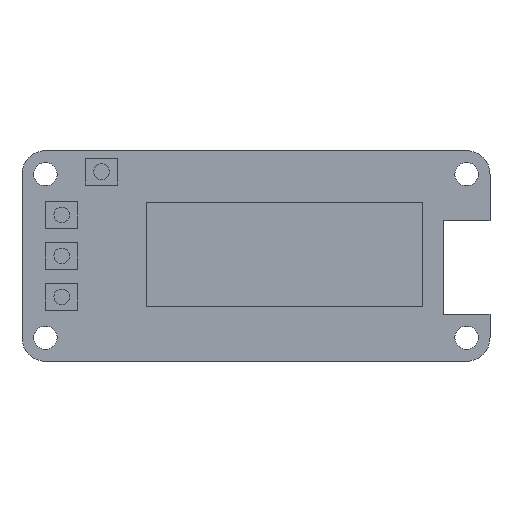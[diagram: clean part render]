
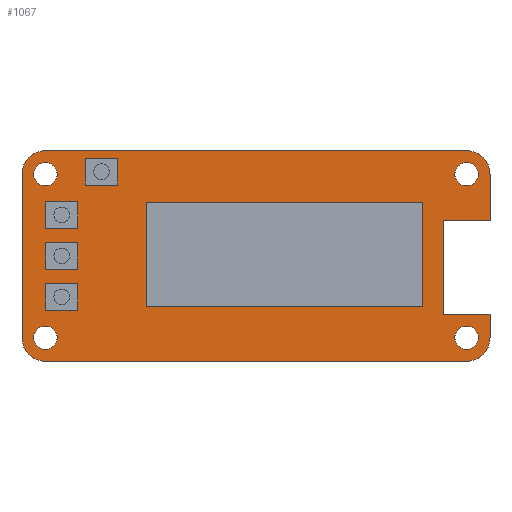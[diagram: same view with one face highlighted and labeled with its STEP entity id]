
A CAD part, top view. The second image highlights one B-rep face of the part: STEP entity #1067.
In plain terms, the highlighted planar face has unit normal (0, 0, 1).
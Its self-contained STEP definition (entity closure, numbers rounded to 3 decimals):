
#25=FACE_BOUND('',#188,.T.);
#26=FACE_BOUND('',#189,.T.);
#27=FACE_BOUND('',#190,.T.);
#28=FACE_BOUND('',#191,.T.);
#29=FACE_BOUND('',#192,.T.);
#30=FACE_BOUND('',#193,.T.);
#31=FACE_BOUND('',#194,.T.);
#32=FACE_BOUND('',#195,.T.);
#62=PLANE('',#1158);
#119=FACE_OUTER_BOUND('',#187,.T.);
#187=EDGE_LOOP('',(#849,#850,#851,#852,#853,#854,#855,#856,#857,#858,#859,
#860));
#188=EDGE_LOOP('',(#861,#862,#863,#864));
#189=EDGE_LOOP('',(#865,#866,#867,#868));
#190=EDGE_LOOP('',(#869,#870,#871,#872));
#191=EDGE_LOOP('',(#873,#874,#875,#876));
#192=EDGE_LOOP('',(#877));
#193=EDGE_LOOP('',(#878));
#194=EDGE_LOOP('',(#879));
#195=EDGE_LOOP('',(#880));
#237=LINE('',#1536,#357);
#241=LINE('',#1544,#361);
#244=LINE('',#1550,#364);
#247=LINE('',#1555,#367);
#249=LINE('',#1561,#369);
#253=LINE('',#1569,#373);
#256=LINE('',#1575,#376);
#259=LINE('',#1580,#379);
#261=LINE('',#1586,#381);
#265=LINE('',#1594,#385);
#268=LINE('',#1600,#388);
#271=LINE('',#1605,#391);
#273=LINE('',#1611,#393);
#277=LINE('',#1619,#397);
#280=LINE('',#1625,#400);
#283=LINE('',#1630,#403);
#287=LINE('',#1644,#407);
#290=LINE('',#1650,#410);
#291=LINE('',#1654,#411);
#292=LINE('',#1658,#412);
#293=LINE('',#1662,#413);
#294=LINE('',#1664,#414);
#295=LINE('',#1666,#415);
#296=LINE('',#1667,#416);
#357=VECTOR('',#1246,10.);
#361=VECTOR('',#1252,10.);
#364=VECTOR('',#1257,10.);
#367=VECTOR('',#1262,10.);
#369=VECTOR('',#1268,10.);
#373=VECTOR('',#1274,10.);
#376=VECTOR('',#1279,10.);
#379=VECTOR('',#1284,10.);
#381=VECTOR('',#1290,10.);
#385=VECTOR('',#1296,10.);
#388=VECTOR('',#1301,10.);
#391=VECTOR('',#1306,10.);
#393=VECTOR('',#1312,10.);
#397=VECTOR('',#1318,10.);
#400=VECTOR('',#1323,10.);
#403=VECTOR('',#1328,10.);
#407=VECTOR('',#1342,10.);
#410=VECTOR('',#1347,10.);
#411=VECTOR('',#1350,10.);
#412=VECTOR('',#1353,10.);
#413=VECTOR('',#1356,10.);
#414=VECTOR('',#1357,10.);
#415=VECTOR('',#1358,10.);
#416=VECTOR('',#1359,10.);
#482=CIRCLE('',#1156,2.54);
#483=CIRCLE('',#1159,2.54);
#484=CIRCLE('',#1160,2.54);
#485=CIRCLE('',#1161,2.54);
#486=CIRCLE('',#1162,1.27);
#487=CIRCLE('',#1163,1.27);
#488=CIRCLE('',#1164,1.27);
#489=CIRCLE('',#1165,1.27);
#505=VERTEX_POINT('',#1534);
#506=VERTEX_POINT('',#1535);
#509=VERTEX_POINT('',#1543);
#511=VERTEX_POINT('',#1549);
#513=VERTEX_POINT('',#1559);
#514=VERTEX_POINT('',#1560);
#517=VERTEX_POINT('',#1568);
#519=VERTEX_POINT('',#1574);
#521=VERTEX_POINT('',#1584);
#522=VERTEX_POINT('',#1585);
#525=VERTEX_POINT('',#1593);
#527=VERTEX_POINT('',#1599);
#529=VERTEX_POINT('',#1609);
#530=VERTEX_POINT('',#1610);
#533=VERTEX_POINT('',#1618);
#535=VERTEX_POINT('',#1624);
#539=VERTEX_POINT('',#1637);
#540=VERTEX_POINT('',#1639);
#541=VERTEX_POINT('',#1643);
#543=VERTEX_POINT('',#1649);
#544=VERTEX_POINT('',#1651);
#545=VERTEX_POINT('',#1653);
#546=VERTEX_POINT('',#1655);
#547=VERTEX_POINT('',#1657);
#548=VERTEX_POINT('',#1659);
#549=VERTEX_POINT('',#1661);
#550=VERTEX_POINT('',#1663);
#551=VERTEX_POINT('',#1665);
#552=VERTEX_POINT('',#1668);
#553=VERTEX_POINT('',#1670);
#554=VERTEX_POINT('',#1672);
#555=VERTEX_POINT('',#1674);
#605=EDGE_CURVE('',#505,#506,#237,.T.);
#609=EDGE_CURVE('',#506,#509,#241,.T.);
#612=EDGE_CURVE('',#509,#511,#244,.T.);
#615=EDGE_CURVE('',#511,#505,#247,.T.);
#617=EDGE_CURVE('',#513,#514,#249,.T.);
#621=EDGE_CURVE('',#514,#517,#253,.T.);
#624=EDGE_CURVE('',#517,#519,#256,.T.);
#627=EDGE_CURVE('',#519,#513,#259,.T.);
#629=EDGE_CURVE('',#521,#522,#261,.T.);
#633=EDGE_CURVE('',#522,#525,#265,.T.);
#636=EDGE_CURVE('',#525,#527,#268,.T.);
#639=EDGE_CURVE('',#527,#521,#271,.T.);
#641=EDGE_CURVE('',#529,#530,#273,.T.);
#645=EDGE_CURVE('',#530,#533,#277,.T.);
#648=EDGE_CURVE('',#533,#535,#280,.T.);
#651=EDGE_CURVE('',#535,#529,#283,.T.);
#655=EDGE_CURVE('',#539,#540,#482,.T.);
#657=EDGE_CURVE('',#541,#540,#287,.T.);
#660=EDGE_CURVE('',#539,#543,#290,.T.);
#661=EDGE_CURVE('',#544,#543,#483,.T.);
#662=EDGE_CURVE('',#544,#545,#291,.T.);
#663=EDGE_CURVE('',#546,#545,#484,.T.);
#664=EDGE_CURVE('',#546,#547,#292,.T.);
#665=EDGE_CURVE('',#548,#547,#485,.T.);
#666=EDGE_CURVE('',#548,#549,#293,.T.);
#667=EDGE_CURVE('',#549,#550,#294,.T.);
#668=EDGE_CURVE('',#550,#551,#295,.T.);
#669=EDGE_CURVE('',#551,#541,#296,.T.);
#670=EDGE_CURVE('',#552,#552,#486,.T.);
#671=EDGE_CURVE('',#553,#553,#487,.T.);
#672=EDGE_CURVE('',#554,#554,#488,.T.);
#673=EDGE_CURVE('',#555,#555,#489,.T.);
#849=ORIENTED_EDGE('',*,*,#655,.F.);
#850=ORIENTED_EDGE('',*,*,#660,.T.);
#851=ORIENTED_EDGE('',*,*,#661,.F.);
#852=ORIENTED_EDGE('',*,*,#662,.T.);
#853=ORIENTED_EDGE('',*,*,#663,.F.);
#854=ORIENTED_EDGE('',*,*,#664,.T.);
#855=ORIENTED_EDGE('',*,*,#665,.F.);
#856=ORIENTED_EDGE('',*,*,#666,.T.);
#857=ORIENTED_EDGE('',*,*,#667,.T.);
#858=ORIENTED_EDGE('',*,*,#668,.T.);
#859=ORIENTED_EDGE('',*,*,#669,.T.);
#860=ORIENTED_EDGE('',*,*,#657,.T.);
#861=ORIENTED_EDGE('',*,*,#605,.T.);
#862=ORIENTED_EDGE('',*,*,#609,.T.);
#863=ORIENTED_EDGE('',*,*,#612,.T.);
#864=ORIENTED_EDGE('',*,*,#615,.T.);
#865=ORIENTED_EDGE('',*,*,#617,.T.);
#866=ORIENTED_EDGE('',*,*,#621,.T.);
#867=ORIENTED_EDGE('',*,*,#624,.T.);
#868=ORIENTED_EDGE('',*,*,#627,.T.);
#869=ORIENTED_EDGE('',*,*,#629,.T.);
#870=ORIENTED_EDGE('',*,*,#633,.T.);
#871=ORIENTED_EDGE('',*,*,#636,.T.);
#872=ORIENTED_EDGE('',*,*,#639,.T.);
#873=ORIENTED_EDGE('',*,*,#641,.T.);
#874=ORIENTED_EDGE('',*,*,#645,.T.);
#875=ORIENTED_EDGE('',*,*,#648,.T.);
#876=ORIENTED_EDGE('',*,*,#651,.T.);
#877=ORIENTED_EDGE('',*,*,#670,.T.);
#878=ORIENTED_EDGE('',*,*,#671,.T.);
#879=ORIENTED_EDGE('',*,*,#672,.T.);
#880=ORIENTED_EDGE('',*,*,#673,.T.);
#1067=ADVANCED_FACE('',(#119,#25,#26,#27,#28,#29,#30,#31,#32),#62,.T.);
#1156=AXIS2_PLACEMENT_3D('',#1640,#1337,#1338);
#1158=AXIS2_PLACEMENT_3D('',#1648,#1345,#1346);
#1159=AXIS2_PLACEMENT_3D('',#1652,#1348,#1349);
#1160=AXIS2_PLACEMENT_3D('',#1656,#1351,#1352);
#1161=AXIS2_PLACEMENT_3D('',#1660,#1354,#1355);
#1162=AXIS2_PLACEMENT_3D('',#1669,#1360,#1361);
#1163=AXIS2_PLACEMENT_3D('',#1671,#1362,#1363);
#1164=AXIS2_PLACEMENT_3D('',#1673,#1364,#1365);
#1165=AXIS2_PLACEMENT_3D('',#1675,#1366,#1367);
#1246=DIRECTION('',(0.,-1.,0.));
#1252=DIRECTION('',(-1.,0.,0.));
#1257=DIRECTION('',(0.,1.,0.));
#1262=DIRECTION('',(1.,0.,0.));
#1268=DIRECTION('',(0.,-1.,0.));
#1274=DIRECTION('',(-1.,0.,0.));
#1279=DIRECTION('',(0.,1.,0.));
#1284=DIRECTION('',(1.,0.,0.));
#1290=DIRECTION('',(0.,-1.,0.));
#1296=DIRECTION('',(-1.,0.,0.));
#1301=DIRECTION('',(0.,1.,0.));
#1306=DIRECTION('',(1.,0.,0.));
#1312=DIRECTION('',(0.,-1.,0.));
#1318=DIRECTION('',(-1.,0.,0.));
#1323=DIRECTION('',(0.,1.,0.));
#1328=DIRECTION('',(1.,0.,0.));
#1337=DIRECTION('center_axis',(0.,0.,-1.));
#1338=DIRECTION('ref_axis',(0.707,0.707,0.));
#1342=DIRECTION('',(0.,1.,0.));
#1345=DIRECTION('center_axis',(0.,0.,1.));
#1346=DIRECTION('ref_axis',(1.,0.,0.));
#1347=DIRECTION('',(-1.,0.,0.));
#1348=DIRECTION('center_axis',(0.,0.,-1.));
#1349=DIRECTION('ref_axis',(-0.707,0.707,0.));
#1350=DIRECTION('',(0.,-1.,0.));
#1351=DIRECTION('center_axis',(0.,0.,-1.));
#1352=DIRECTION('ref_axis',(-0.707,-0.707,0.));
#1353=DIRECTION('',(1.,0.,0.));
#1354=DIRECTION('center_axis',(0.,0.,-1.));
#1355=DIRECTION('ref_axis',(0.707,-0.707,0.));
#1356=DIRECTION('',(0.,1.,0.));
#1357=DIRECTION('',(-1.,0.,0.));
#1358=DIRECTION('',(0.,1.,0.));
#1359=DIRECTION('',(1.,0.,0.));
#1360=DIRECTION('center_axis',(0.,0.,-1.));
#1361=DIRECTION('ref_axis',(1.,0.,0.));
#1362=DIRECTION('center_axis',(0.,0.,-1.));
#1363=DIRECTION('ref_axis',(1.,0.,0.));
#1364=DIRECTION('center_axis',(0.,0.,-1.));
#1365=DIRECTION('ref_axis',(1.,0.,0.));
#1366=DIRECTION('center_axis',(0.,0.,-1.));
#1367=DIRECTION('ref_axis',(1.,0.,0.));
#1534=CARTESIAN_POINT('',(10.386,22.024,0.));
#1535=CARTESIAN_POINT('',(10.386,19.124,0.));
#1536=CARTESIAN_POINT('',(10.386,15.277,0.));
#1543=CARTESIAN_POINT('',(6.886,19.124,0.));
#1544=CARTESIAN_POINT('',(16.143,19.124,0.));
#1549=CARTESIAN_POINT('',(6.886,22.024,0.));
#1550=CARTESIAN_POINT('',(6.886,16.727,0.));
#1555=CARTESIAN_POINT('',(17.893,22.024,0.));
#1559=CARTESIAN_POINT('',(6.068,17.325,0.));
#1560=CARTESIAN_POINT('',(6.068,14.425,0.));
#1561=CARTESIAN_POINT('',(6.068,12.928,0.));
#1568=CARTESIAN_POINT('',(2.568,14.425,0.));
#1569=CARTESIAN_POINT('',(13.984,14.425,0.));
#1574=CARTESIAN_POINT('',(2.568,17.325,0.));
#1575=CARTESIAN_POINT('',(2.568,14.378,0.));
#1580=CARTESIAN_POINT('',(15.734,17.325,0.));
#1584=CARTESIAN_POINT('',(6.068,8.435,0.));
#1585=CARTESIAN_POINT('',(6.068,5.535,0.));
#1586=CARTESIAN_POINT('',(6.068,8.483,0.));
#1593=CARTESIAN_POINT('',(2.568,5.535,0.));
#1594=CARTESIAN_POINT('',(13.984,5.535,0.));
#1599=CARTESIAN_POINT('',(2.568,8.435,0.));
#1600=CARTESIAN_POINT('',(2.568,9.933,0.));
#1605=CARTESIAN_POINT('',(15.734,8.435,0.));
#1609=CARTESIAN_POINT('',(6.068,12.88,0.));
#1610=CARTESIAN_POINT('',(6.068,9.98,0.));
#1611=CARTESIAN_POINT('',(6.068,10.705,0.));
#1618=CARTESIAN_POINT('',(2.568,9.98,0.));
#1619=CARTESIAN_POINT('',(13.984,9.98,0.));
#1624=CARTESIAN_POINT('',(2.568,12.88,0.));
#1625=CARTESIAN_POINT('',(2.568,12.155,0.));
#1630=CARTESIAN_POINT('',(15.734,12.88,0.));
#1637=CARTESIAN_POINT('',(48.26,22.86,0.));
#1639=CARTESIAN_POINT('',(50.8,20.32,0.));
#1640=CARTESIAN_POINT('Origin',(48.26,20.32,0.));
#1643=CARTESIAN_POINT('',(50.8,15.24,0.));
#1644=CARTESIAN_POINT('',(50.8,0.,0.));
#1648=CARTESIAN_POINT('Origin',(25.4,11.43,0.));
#1649=CARTESIAN_POINT('',(2.54,22.86,0.));
#1650=CARTESIAN_POINT('',(50.8,22.86,0.));
#1651=CARTESIAN_POINT('',(0.,20.32,0.));
#1652=CARTESIAN_POINT('Origin',(2.54,20.32,0.));
#1653=CARTESIAN_POINT('',(0.,2.54,0.));
#1654=CARTESIAN_POINT('',(0.,22.86,0.));
#1655=CARTESIAN_POINT('',(2.54,0.,0.));
#1656=CARTESIAN_POINT('Origin',(2.54,2.54,0.));
#1657=CARTESIAN_POINT('',(48.26,0.,0.));
#1658=CARTESIAN_POINT('',(0.,0.,0.));
#1659=CARTESIAN_POINT('',(50.8,2.54,0.));
#1660=CARTESIAN_POINT('Origin',(48.26,2.54,0.));
#1661=CARTESIAN_POINT('',(50.8,5.08,0.));
#1662=CARTESIAN_POINT('',(50.8,0.,0.));
#1663=CARTESIAN_POINT('',(45.72,5.08,0.));
#1664=CARTESIAN_POINT('',(50.8,5.08,0.));
#1665=CARTESIAN_POINT('',(45.72,15.24,0.));
#1666=CARTESIAN_POINT('',(45.72,5.08,0.));
#1667=CARTESIAN_POINT('',(45.72,15.24,0.));
#1668=CARTESIAN_POINT('',(1.27,2.54,0.));
#1669=CARTESIAN_POINT('Origin',(2.54,2.54,0.));
#1670=CARTESIAN_POINT('',(1.27,20.32,0.));
#1671=CARTESIAN_POINT('Origin',(2.54,20.32,0.));
#1672=CARTESIAN_POINT('',(46.99,2.54,0.));
#1673=CARTESIAN_POINT('Origin',(48.26,2.54,0.));
#1674=CARTESIAN_POINT('',(46.99,20.32,0.));
#1675=CARTESIAN_POINT('Origin',(48.26,20.32,0.));
